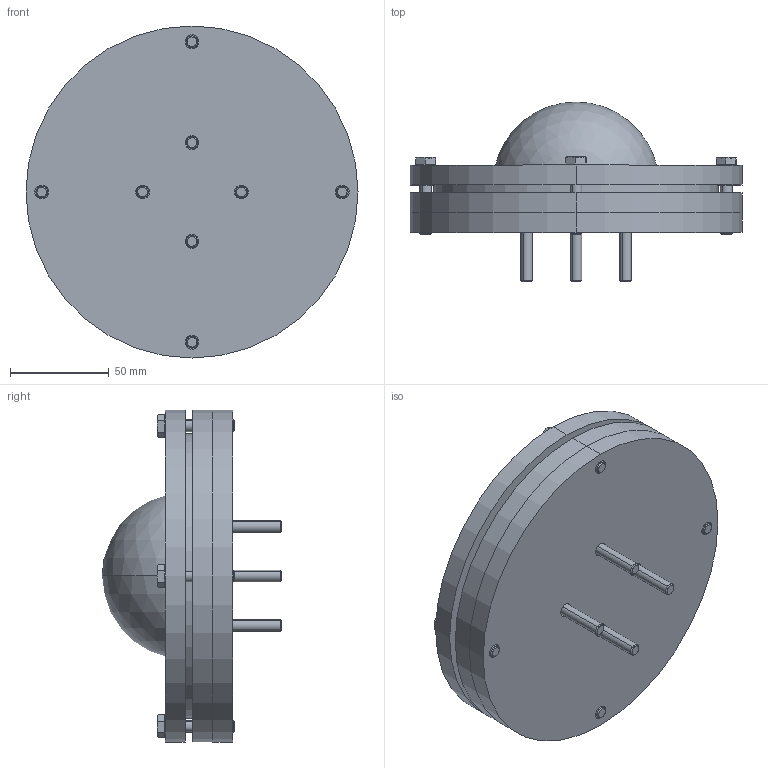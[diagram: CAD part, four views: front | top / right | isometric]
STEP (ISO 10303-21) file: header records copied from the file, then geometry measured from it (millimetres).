
FILE_DESCRIPTION (( 'STEP AP214' ), '1' );
FILE_NAME ('AssemblyPlatesIt2.STEP', '2019-06-20T14:59:23', ( '' ), ( '' ), 'SwSTEP 2.0', 'SolidWorks 2018', '' );
FILE_SCHEMA (( 'AUTOMOTIVE_DESIGN' ));
Length unit declared in the file: millimetre
Products named in the file (6): Hemisphere; formed hex screw_am_B18.2.3.2M - Formed hex screw, M6 x 1.0 x 35 --18WN; TopPlate; MiddlePlate; BottomPlate; AssemblyPlatesIt2
Assembly tree (12 placements, depth 2):
  AssemblyPlatesIt2
    BottomPlate
    MiddlePlate
    TopPlate
    formed hex screw_am_B18.2.3.2M - Formed hex screw, M6 x 1.0 x 35 --18WN  x8
    Hemisphere
Bounding box: 168 x 91 x 168 mm (x, y, z)
Volume: 822889.3 mm3; surface area: 189608.9 mm2
Topology: 12 solids, 12 shells, 300 faces, 654 edges, 393 vertices
Faces by surface type: plane 136, cylinder 98, cone 64, sphere 2
Entity records: 3086 total; most frequent: DIRECTION 542, CARTESIAN_POINT 520, ORIENTED_EDGE 432, AXIS2_PLACEMENT_3D 233, EDGE_CURVE 216, VERTEX_POINT 139, EDGE_LOOP 135, CIRCLE 128
